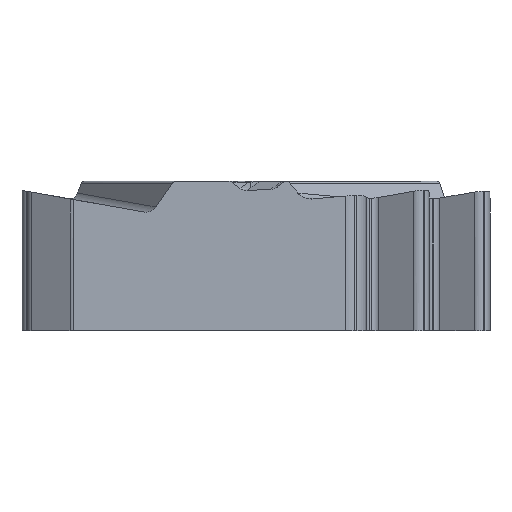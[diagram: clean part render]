
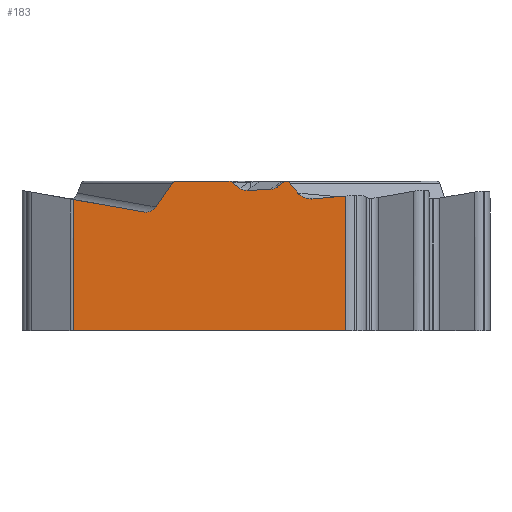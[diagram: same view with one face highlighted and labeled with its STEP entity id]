
A CAD part, left-side view. The second image highlights one B-rep face of the part: STEP entity #183.
In plain terms, the highlighted planar face has unit normal (-1, 0, 0).
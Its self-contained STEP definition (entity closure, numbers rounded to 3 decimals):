
#131=PLANE('',#2374);
#183=ADVANCED_FACE('',(#355),#131,.F.);
#355=FACE_OUTER_BOUND('',#472,.T.);
#472=EDGE_LOOP('',(#677,#678,#679,#680,#681,#682,#683,#684,#685,#686,#687,
#688,#689,#690,#691,#692,#693,#694,#695,#696));
#598=ELLIPSE('',#2358,0.341,0.32);
#601=ELLIPSE('',#2362,0.42,0.32);
#607=ELLIPSE('',#2370,0.152,0.12);
#608=ELLIPSE('',#2371,0.15,0.15);
#609=ELLIPSE('',#2372,0.167,0.15);
#610=ELLIPSE('',#2373,0.129,0.12);
#677=ORIENTED_EDGE('',*,*,#1573,.F.);
#678=ORIENTED_EDGE('',*,*,#1574,.T.);
#679=ORIENTED_EDGE('',*,*,#1575,.F.);
#680=ORIENTED_EDGE('',*,*,#1553,.T.);
#681=ORIENTED_EDGE('',*,*,#1576,.F.);
#682=ORIENTED_EDGE('',*,*,#1577,.F.);
#683=ORIENTED_EDGE('',*,*,#1578,.F.);
#684=ORIENTED_EDGE('',*,*,#1579,.F.);
#685=ORIENTED_EDGE('',*,*,#1580,.F.);
#686=ORIENTED_EDGE('',*,*,#1581,.F.);
#687=ORIENTED_EDGE('',*,*,#1582,.F.);
#688=ORIENTED_EDGE('',*,*,#1583,.F.);
#689=ORIENTED_EDGE('',*,*,#1584,.F.);
#690=ORIENTED_EDGE('',*,*,#1585,.F.);
#691=ORIENTED_EDGE('',*,*,#1586,.F.);
#692=ORIENTED_EDGE('',*,*,#1587,.F.);
#693=ORIENTED_EDGE('',*,*,#1588,.F.);
#694=ORIENTED_EDGE('',*,*,#1547,.T.);
#695=ORIENTED_EDGE('',*,*,#1589,.F.);
#696=ORIENTED_EDGE('',*,*,#1590,.T.);
#1325=VERTEX_POINT('',#3735);
#1327=VERTEX_POINT('',#3738);
#1330=VERTEX_POINT('',#3745);
#1332=VERTEX_POINT('',#3749);
#1351=VERTEX_POINT('',#3818);
#1352=VERTEX_POINT('',#3819);
#1353=VERTEX_POINT('',#3821);
#1354=VERTEX_POINT('',#3824);
#1355=VERTEX_POINT('',#3826);
#1356=VERTEX_POINT('',#3831);
#1357=VERTEX_POINT('',#3833);
#1358=VERTEX_POINT('',#3835);
#1359=VERTEX_POINT('',#3849);
#1360=VERTEX_POINT('',#3851);
#1361=VERTEX_POINT('',#3865);
#1362=VERTEX_POINT('',#3867);
#1363=VERTEX_POINT('',#3869);
#1364=VERTEX_POINT('',#3871);
#1365=VERTEX_POINT('',#3873);
#1366=VERTEX_POINT('',#3876);
#1547=EDGE_CURVE('',#1327,#1325,#598,.T.);
#1553=EDGE_CURVE('',#1330,#1332,#601,.T.);
#1573=EDGE_CURVE('',#1351,#1352,#1899,.T.);
#1574=EDGE_CURVE('',#1351,#1353,#1900,.T.);
#1575=EDGE_CURVE('',#1330,#1353,#1901,.T.);
#1576=EDGE_CURVE('',#1354,#1332,#1902,.T.);
#1577=EDGE_CURVE('',#1355,#1354,#607,.T.);
#1578=EDGE_CURVE('',#1356,#1355,#2300,.T.);
#1579=EDGE_CURVE('',#1357,#1356,#608,.T.);
#1580=EDGE_CURVE('',#1358,#1357,#1903,.T.);
#1581=EDGE_CURVE('',#1359,#1358,#2301,.T.);
#1582=EDGE_CURVE('',#1360,#1359,#1904,.T.);
#1583=EDGE_CURVE('',#1361,#1360,#2302,.T.);
#1584=EDGE_CURVE('',#1362,#1361,#1905,.T.);
#1585=EDGE_CURVE('',#1363,#1362,#609,.T.);
#1586=EDGE_CURVE('',#1364,#1363,#1906,.T.);
#1587=EDGE_CURVE('',#1365,#1364,#610,.T.);
#1588=EDGE_CURVE('',#1327,#1365,#1907,.T.);
#1589=EDGE_CURVE('',#1366,#1325,#1908,.T.);
#1590=EDGE_CURVE('',#1366,#1352,#1909,.T.);
#1899=LINE('',#3817,#2097);
#1900=LINE('',#3820,#2098);
#1901=LINE('',#3822,#2099);
#1902=LINE('',#3823,#2100);
#1903=LINE('',#3834,#2101);
#1904=LINE('',#3850,#2102);
#1905=LINE('',#3866,#2103);
#1906=LINE('',#3870,#2104);
#1907=LINE('',#3874,#2105);
#1908=LINE('',#3875,#2106);
#1909=LINE('',#3877,#2107);
#2097=VECTOR('',#2615,1.);
#2098=VECTOR('',#2616,1.);
#2099=VECTOR('',#2617,1.);
#2100=VECTOR('',#2618,1.);
#2101=VECTOR('',#2623,1.);
#2102=VECTOR('',#2624,1.);
#2103=VECTOR('',#2625,1.);
#2104=VECTOR('',#2628,1.);
#2105=VECTOR('',#2631,1.);
#2106=VECTOR('',#2632,1.);
#2107=VECTOR('',#2633,1.);
#2300=B_SPLINE_CURVE_WITH_KNOTS('',3,(#3827,#3828,#3829,#3830),
 .UNSPECIFIED.,.F.,.F.,(4,4),(0.,1.),.UNSPECIFIED.);
#2301=B_SPLINE_CURVE_WITH_KNOTS('',3,(#3836,#3837,#3838,#3839,#3840,#3841,
#3842,#3843,#3844,#3845,#3846,#3847,#3848),.UNSPECIFIED.,.F.,.F.,(4,3,3,
3,4),(0.,0.249,0.498,0.746,1.),
 .UNSPECIFIED.);
#2302=B_SPLINE_CURVE_WITH_KNOTS('',3,(#3852,#3853,#3854,#3855,#3856,#3857,
#3858,#3859,#3860,#3861,#3862,#3863,#3864),.UNSPECIFIED.,.F.,.F.,(4,3,3,
3,4),(0.,0.234,0.468,0.701,1.),
 .UNSPECIFIED.);
#2358=AXIS2_PLACEMENT_3D('',#3737,#2577,#2578);
#2362=AXIS2_PLACEMENT_3D('',#3750,#2588,#2589);
#2370=AXIS2_PLACEMENT_3D('',#3825,#2619,#2620);
#2371=AXIS2_PLACEMENT_3D('',#3832,#2621,#2622);
#2372=AXIS2_PLACEMENT_3D('',#3868,#2626,#2627);
#2373=AXIS2_PLACEMENT_3D('',#3872,#2629,#2630);
#2374=AXIS2_PLACEMENT_3D('',#3878,#2634,#2635);
#2577=DIRECTION('',(1.,0.,0.));
#2578=DIRECTION('',(0.,0.985,0.174));
#2588=DIRECTION('',(1.,0.,0.));
#2589=DIRECTION('',(0.,0.996,0.092));
#2615=DIRECTION('',(0.,1.,0.));
#2616=DIRECTION('',(0.,0.,1.));
#2617=DIRECTION('',(0.,-0.996,0.088));
#2618=DIRECTION('',(0.,-0.632,-0.775));
#2619=DIRECTION('',(1.,0.,0.));
#2620=DIRECTION('',(0.,1.,0.));
#2621=DIRECTION('',(1.,0.,0.));
#2622=DIRECTION('',(0.,-1.,0.));
#2623=DIRECTION('',(0.,-0.759,0.651));
#2624=DIRECTION('',(0.,-0.999,0.043));
#2625=DIRECTION('',(0.,-0.792,-0.611));
#2626=DIRECTION('',(1.,0.,0.));
#2627=DIRECTION('',(0.,1.,0.));
#2628=DIRECTION('',(0.,-1.,0.));
#2629=DIRECTION('',(1.,0.,0.));
#2630=DIRECTION('',(0.,1.,0.));
#2631=DIRECTION('',(0.,-0.569,0.822));
#2632=DIRECTION('',(0.,-0.985,-0.174));
#2633=DIRECTION('',(0.,0.,-1.));
#2634=DIRECTION('',(1.,0.,0.));
#2635=DIRECTION('',(0.,0.,-1.));
#3735=CARTESIAN_POINT('',(-4.763,2.95,-0.701));
#3737=CARTESIAN_POINT('',(-4.763,2.894,-0.386));
#3738=CARTESIAN_POINT('',(-4.763,2.608,-0.565));
#3745=CARTESIAN_POINT('',(-4.763,-1.722,-0.342));
#3749=CARTESIAN_POINT('',(-4.763,-1.301,-0.183));
#3750=CARTESIAN_POINT('',(-4.763,-1.653,-0.023));
#3817=CARTESIAN_POINT('',(-4.763,-3.173,-3.97));
#3818=CARTESIAN_POINT('',(-4.763,-2.617,-3.97));
#3819=CARTESIAN_POINT('',(-4.763,4.877,-3.97));
#3820=CARTESIAN_POINT('',(-4.763,-2.617,3.14));
#3821=CARTESIAN_POINT('',(-4.763,-2.617,-0.263));
#3822=CARTESIAN_POINT('',(-4.763,3.115,-0.768));
#3823=CARTESIAN_POINT('',(-4.763,0.52,2.052));
#3824=CARTESIAN_POINT('',(-4.763,-1.083,0.085));
#3825=CARTESIAN_POINT('',(-4.763,-0.955,0.02));
#3826=CARTESIAN_POINT('',(-4.763,-0.971,0.139));
#3827=CARTESIAN_POINT('',(-4.762,-0.954,0.139));
#3828=CARTESIAN_POINT('',(-4.762,-0.96,0.14));
#3829=CARTESIAN_POINT('',(-4.763,-0.965,0.14));
#3830=CARTESIAN_POINT('',(-4.763,-0.971,0.139));
#3831=CARTESIAN_POINT('',(-4.762,-0.954,0.139));
#3832=CARTESIAN_POINT('',(-4.763,-0.971,-0.01));
#3833=CARTESIAN_POINT('',(-4.763,-0.873,0.104));
#3834=CARTESIAN_POINT('',(-4.763,1.566,-1.986));
#3835=CARTESIAN_POINT('',(-4.763,-0.748,-0.003));
#3836=CARTESIAN_POINT('',(-4.763,-0.55,-0.082));
#3837=CARTESIAN_POINT('',(-4.763,-0.568,-0.081));
#3838=CARTESIAN_POINT('',(-4.763,-0.586,-0.078));
#3839=CARTESIAN_POINT('',(-4.763,-0.603,-0.075));
#3840=CARTESIAN_POINT('',(-4.763,-0.621,-0.071));
#3841=CARTESIAN_POINT('',(-4.763,-0.638,-0.066));
#3842=CARTESIAN_POINT('',(-4.763,-0.655,-0.059));
#3843=CARTESIAN_POINT('',(-4.763,-0.672,-0.052));
#3844=CARTESIAN_POINT('',(-4.763,-0.688,-0.044));
#3845=CARTESIAN_POINT('',(-4.763,-0.703,-0.035));
#3846=CARTESIAN_POINT('',(-4.763,-0.719,-0.026));
#3847=CARTESIAN_POINT('',(-4.763,-0.734,-0.015));
#3848=CARTESIAN_POINT('',(-4.763,-0.748,-0.003));
#3849=CARTESIAN_POINT('',(-4.763,-0.55,-0.082));
#3850=CARTESIAN_POINT('',(-4.763,-3.167,0.03));
#3851=CARTESIAN_POINT('',(-4.763,0.098,-0.109));
#3852=CARTESIAN_POINT('',(-4.763,0.297,-0.047));
#3853=CARTESIAN_POINT('',(-4.763,0.284,-0.058));
#3854=CARTESIAN_POINT('',(-4.763,0.269,-0.067));
#3855=CARTESIAN_POINT('',(-4.763,0.255,-0.074));
#3856=CARTESIAN_POINT('',(-4.763,0.24,-0.082));
#3857=CARTESIAN_POINT('',(-4.763,0.225,-0.089));
#3858=CARTESIAN_POINT('',(-4.763,0.209,-0.094));
#3859=CARTESIAN_POINT('',(-4.763,0.194,-0.099));
#3860=CARTESIAN_POINT('',(-4.763,0.177,-0.103));
#3861=CARTESIAN_POINT('',(-4.763,0.161,-0.106));
#3862=CARTESIAN_POINT('',(-4.763,0.14,-0.109));
#3863=CARTESIAN_POINT('',(-4.763,0.119,-0.11));
#3864=CARTESIAN_POINT('',(-4.763,0.098,-0.109));
#3865=CARTESIAN_POINT('',(-4.763,0.297,-0.047));
#3866=CARTESIAN_POINT('',(-4.763,-1.909,-1.749));
#3867=CARTESIAN_POINT('',(-4.763,0.493,0.104));
#3868=CARTESIAN_POINT('',(-4.763,0.601,-0.01));
#3869=CARTESIAN_POINT('',(-4.763,0.601,0.14));
#3870=CARTESIAN_POINT('',(-4.763,-3.173,0.14));
#3871=CARTESIAN_POINT('',(-4.763,2.05,0.14));
#3872=CARTESIAN_POINT('',(-4.763,2.05,0.02));
#3873=CARTESIAN_POINT('',(-4.763,2.159,0.085));
#3874=CARTESIAN_POINT('',(-4.763,0.522,2.448));
#3875=CARTESIAN_POINT('',(-4.763,-2.887,-1.73));
#3876=CARTESIAN_POINT('',(-4.763,4.877,-0.361));
#3877=CARTESIAN_POINT('',(-4.763,4.877,-5.47));
#3878=CARTESIAN_POINT('',(-4.763,-3.173,-0.11));
